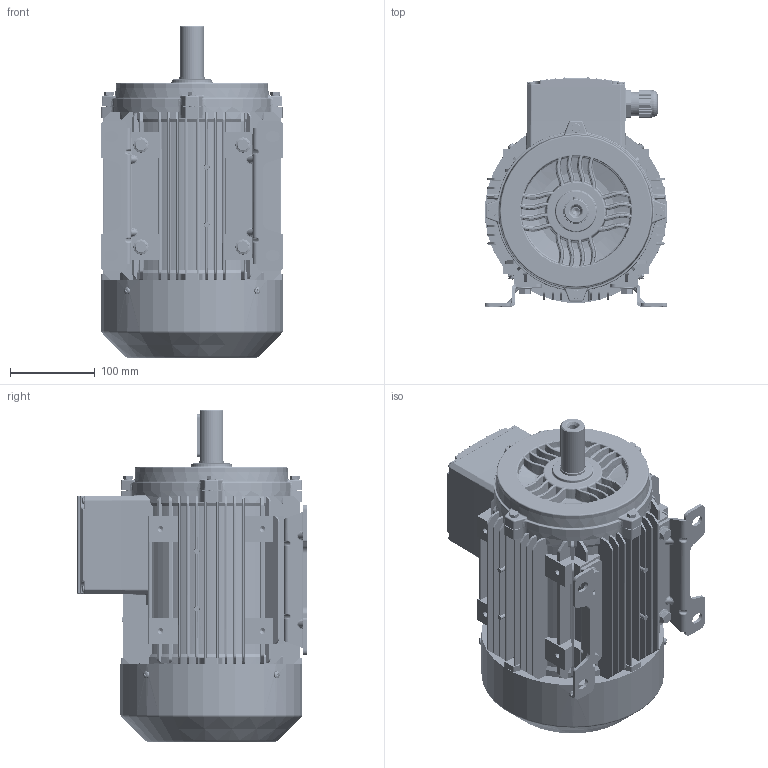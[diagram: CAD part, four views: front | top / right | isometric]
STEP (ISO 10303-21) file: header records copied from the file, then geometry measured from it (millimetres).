
FILE_DESCRIPTION (( 'STEP AP214' ), '1' );
FILE_NAME ('2EL112M4_PD_K1-A.STEP', '2019-07-16T08:51:45', ( '' ), ( '' ), 'SwSTEP 2.0', 'SolidWorks 2019', '' );
FILE_SCHEMA (( 'AUTOMOTIVE_DESIGN' ));
Products named in the file (1): 2EL112M4_PD_K1-A
Bounding box: 215 x 269.66 x 390.62 mm (x, y, z)
Volume: 10648990.1 mm3; surface area: 616092.9 mm2
Topology: 1 solids, 57 shells, 4940 faces, 12609 edges, 7900 vertices
Faces by surface type: cylinder 1684, plane 1644, bspline 660, cone 637, torus 264, sphere 51
Entity records: 173512 total; most frequent: CARTESIAN_POINT 60786, ORIENTED_EDGE 24942, DIRECTION 22184, EDGE_CURVE 12471, AXIS2_PLACEMENT_3D 8580, VERTEX_POINT 7900, EDGE_LOOP 5323, LINE 5024
